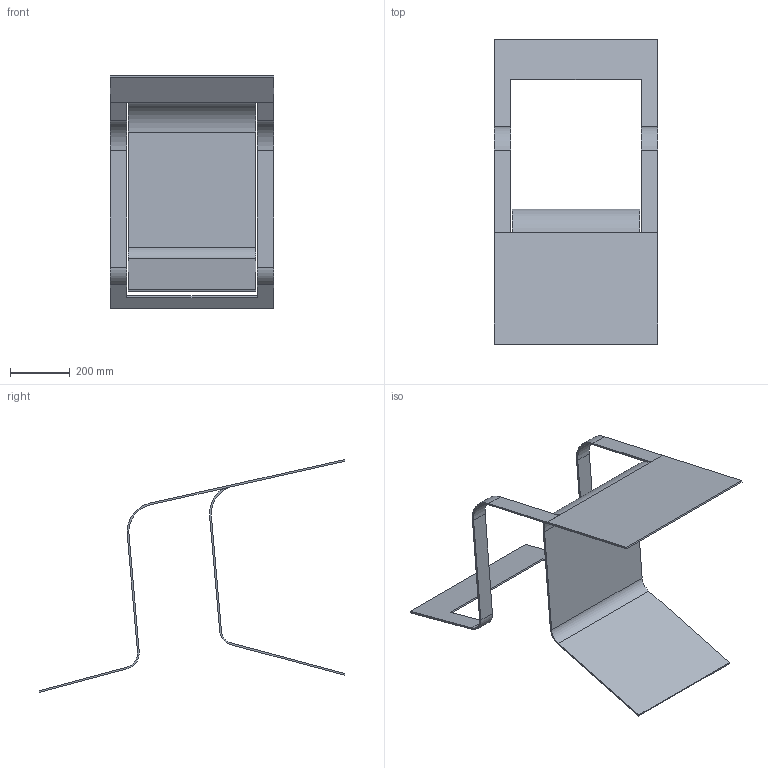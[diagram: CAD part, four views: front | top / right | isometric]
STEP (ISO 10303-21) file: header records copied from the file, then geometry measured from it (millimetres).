
FILE_DESCRIPTION(/* description */ (''),/* implementation_level */ '2;1');
FILE_NAME(/* name */ 'Silla v7.step',/* time_stamp */ '2023-08-20T21:42:50-05:00',/* author */ (''),/* organization */ (''),/* preprocessor_version */ 'ST-DEVELOPER v19.2',/* originating_system */ 'Autodesk Translation Framework v12.6.0.85',/* authorisation */ '');
FILE_SCHEMA (('AUTOMOTIVE_DESIGN { 1 0 10303 214 3 1 1 }'));
Length unit declared in the file: millimetre
Products named in the file (1): Silla
Bounding box: 550 x 1028.4 x 782.37 mm (x, y, z)
Volume: 4963539.3 mm3; surface area: 1709829.2 mm2
Topology: 1 solids, 1 shells, 40 faces, 116 edges, 76 vertices
Faces by surface type: plane 28, cylinder 12
Entity records: 1353 total; most frequent: CARTESIAN_POINT 233, ORIENTED_EDGE 232, DIRECTION 226, EDGE_CURVE 116, LINE 88, VECTOR 88, VERTEX_POINT 76, AXIS2_PLACEMENT_3D 69
